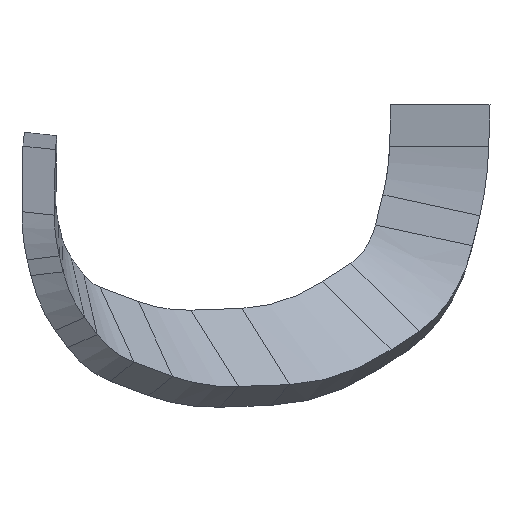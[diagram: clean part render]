
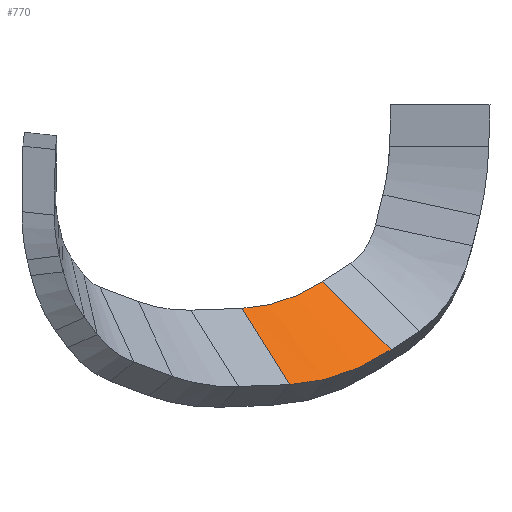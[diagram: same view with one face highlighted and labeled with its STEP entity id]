
A CAD part, front view. The second image highlights one B-rep face of the part: STEP entity #770.
In plain terms, the highlighted free-form (B-spline) face has degree [1, 3] with [2, 4] control points.
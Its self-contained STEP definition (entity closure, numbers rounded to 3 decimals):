
#33 = DIRECTION ( 'NONE',  ( 0.702, -0.707, -0.088 ) ) ;
#62 = DIRECTION ( 'NONE',  ( -0.044, 0.08, -0.996 ) ) ;
#63 = ORIENTED_EDGE ( 'NONE', *, *, #1333, .T. ) ;
#230 = VERTEX_POINT ( 'NONE', #506 ) ;
#269 = DIRECTION ( 'NONE',  ( -0.038, 0.086, -0.996 ) ) ;
#295 = CARTESIAN_POINT ( 'NONE',  ( 36.783, 50.056, 18.274 ) ) ;
#304 = CARTESIAN_POINT ( 'NONE',  ( 43.308, 56.373, 19.549 ) ) ;
#327 = CARTESIAN_POINT ( 'NONE',  ( 32.257, 53.976, 25.495 ) ) ;
#402 = CARTESIAN_POINT ( 'NONE',  ( 38.008, 47.285, 50.392 ) ) ;
#421 = CIRCLE ( 'NONE', #846, 32.261 ) ;
#437 = CARTESIAN_POINT ( 'NONE',  ( 37.433, 58.995, 26.441 ) ) ;
#474 = DIRECTION ( 'NONE',  ( 0.483, -0.418, -0.77 ) ) ;
#506 = CARTESIAN_POINT ( 'NONE',  ( 39.869, 61.215, 28.027 ) ) ;
#535 = AXIS2_PLACEMENT_3D ( 'NONE', #1332, #33, #62 ) ;
#630 = CARTESIAN_POINT ( 'NONE',  ( 36.783, 50.056, 18.274 ) ) ;
#661 = DIRECTION ( 'NONE',  ( 0.693, -0.219, -0.687 ) ) ;
#684 = VERTEX_POINT ( 'NONE', #930 ) ;
#701 = FACE_OUTER_BOUND ( 'NONE', #1158, .T. ) ;
#711 = CARTESIAN_POINT ( 'NONE',  ( 36.783, 50.056, 18.274 ) ) ;
#716 = CARTESIAN_POINT ( 'NONE',  ( 40.064, 53.293, 18.428 ) ) ;
#726 = VECTOR ( 'NONE', #474, 1000. ) ;
#730 = EDGE_CURVE ( 'NONE', #1394, #230, #1454, .T. ) ;
#744 = ORIENTED_EDGE ( 'NONE', *, *, #730, .F. ) ;
#749 = CARTESIAN_POINT ( 'NONE',  ( 32.257, 53.976, 25.495 ) ) ;
#770 = ADVANCED_FACE ( 'NONE', ( #701 ), #844, .T. ) ;
#775 = CARTESIAN_POINT ( 'NONE',  ( 46.369, 59.157, 21.585 ) ) ;
#814 = VECTOR ( 'NONE', #661, 1000. ) ;
#840 = CARTESIAN_POINT ( 'NONE',  ( 46.369, 59.157, 21.585 ) ) ;
#844 =( BOUNDED_SURFACE ( )  B_SPLINE_SURFACE ( 1, 3, ( 
 ( #327, #1085, #437, #955 ),
 ( #295, #716, #304, #840 ) ),
 .UNSPECIFIED., .F., .F., .F. ) 
 B_SPLINE_SURFACE_WITH_KNOTS ( ( 2, 2 ),
 ( 4, 4 ),
 ( 0., 1. ),
 ( 0., 1. ),
 .UNSPECIFIED. ) 
 GEOMETRIC_REPRESENTATION_ITEM ( )  RATIONAL_B_SPLINE_SURFACE ( (
 ( 1., 0.985, 0.985, 1.),
 ( 1., 0.985, 0.985, 1.) ) ) 
 REPRESENTATION_ITEM ( '' )  SURFACE ( )  );
#846 = AXIS2_PLACEMENT_3D ( 'NONE', #402, #1437, #269 ) ;
#930 = CARTESIAN_POINT ( 'NONE',  ( 46.369, 59.157, 21.585 ) ) ;
#955 = CARTESIAN_POINT ( 'NONE',  ( 39.869, 61.215, 28.027 ) ) ;
#956 = EDGE_CURVE ( 'NONE', #981, #684, #421, .T. ) ;
#981 = VERTEX_POINT ( 'NONE', #630 ) ;
#1022 = ORIENTED_EDGE ( 'NONE', *, *, #1142, .F. ) ;
#1085 = CARTESIAN_POINT ( 'NONE',  ( 34.857, 56.546, 25.584 ) ) ;
#1115 = LINE ( 'NONE', #711, #726 ) ;
#1142 = EDGE_CURVE ( 'NONE', #230, #684, #1682, .T. ) ;
#1158 = EDGE_LOOP ( 'NONE', ( #1416, #1022, #744, #63 ) ) ;
#1332 = CARTESIAN_POINT ( 'NONE',  ( 33.39, 51.938, 50.97 ) ) ;
#1333 = EDGE_CURVE ( 'NONE', #1394, #981, #1115, .T. ) ;
#1394 = VERTEX_POINT ( 'NONE', #749 ) ;
#1416 = ORIENTED_EDGE ( 'NONE', *, *, #956, .T. ) ;
#1437 = DIRECTION ( 'NONE',  ( 0.702, -0.707, -0.088 ) ) ;
#1454 = CIRCLE ( 'NONE', #535, 25.582 ) ;
#1682 = LINE ( 'NONE', #775, #814 ) ;
